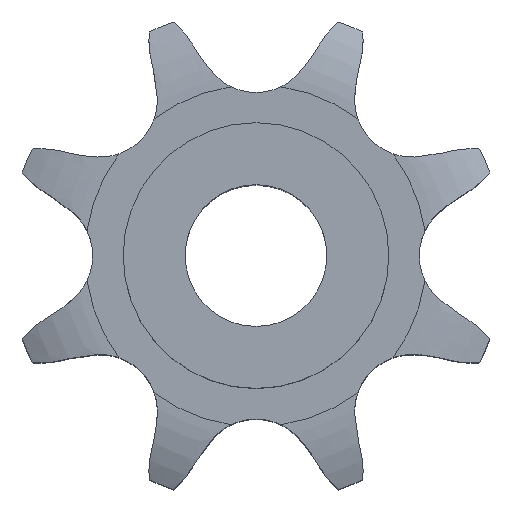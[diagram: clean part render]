
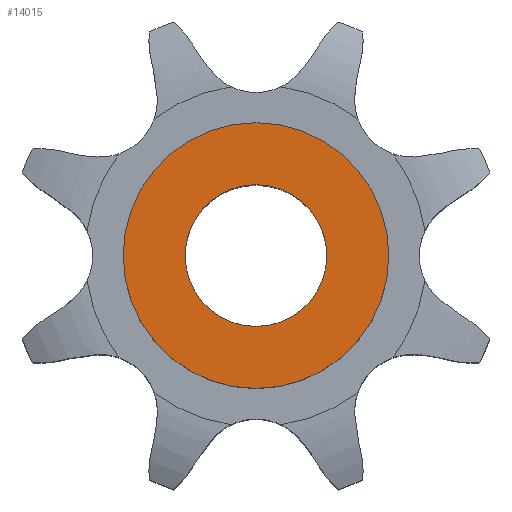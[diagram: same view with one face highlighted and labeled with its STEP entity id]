
A CAD part, top view. The second image highlights one B-rep face of the part: STEP entity #14015.
In plain terms, the highlighted planar face has unit normal (0, 0, 1).
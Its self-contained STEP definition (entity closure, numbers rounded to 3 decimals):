
#7583 = CYLINDRICAL_SURFACE('',#7584,4.);
#7584 = AXIS2_PLACEMENT_3D('',#7585,#7586,#7587);
#7585 = CARTESIAN_POINT('',(0.,0.,45.379));
#7586 = DIRECTION('',(0.,0.,1.));
#7587 = DIRECTION('',(1.,0.,0.));
#9579 = EDGE_CURVE('',#9580,#9580,#9582,.T.);
#9580 = VERTEX_POINT('',#9581);
#9581 = CARTESIAN_POINT('',(4.,0.,22.));
#9582 = SURFACE_CURVE('',#9583,(#9588,#9595),.PCURVE_S1.);
#9583 = CIRCLE('',#9584,4.);
#9584 = AXIS2_PLACEMENT_3D('',#9585,#9586,#9587);
#9585 = CARTESIAN_POINT('',(0.,0.,22.));
#9586 = DIRECTION('',(0.,0.,1.));
#9587 = DIRECTION('',(1.,0.,0.));
#9588 = PCURVE('',#7583,#9589);
#9589 = DEFINITIONAL_REPRESENTATION('',(#9590),#9594);
#9590 = LINE('',#9591,#9592);
#9591 = CARTESIAN_POINT('',(0.,-23.379));
#9592 = VECTOR('',#9593,1.);
#9593 = DIRECTION('',(1.,0.));
#9594 = ( GEOMETRIC_REPRESENTATION_CONTEXT(2) 
PARAMETRIC_REPRESENTATION_CONTEXT() REPRESENTATION_CONTEXT('2D SPACE',''
  ) );
#9595 = PCURVE('',#9596,#9601);
#9596 = PLANE('',#9597);
#9597 = AXIS2_PLACEMENT_3D('',#9598,#9599,#9600);
#9598 = CARTESIAN_POINT('',(0.,0.,22.)
  );
#9599 = DIRECTION('',(0.,0.,1.));
#9600 = DIRECTION('',(1.,0.,0.));
#9601 = DEFINITIONAL_REPRESENTATION('',(#9602),#9606);
#9602 = CIRCLE('',#9603,4.);
#9603 = AXIS2_PLACEMENT_2D('',#9604,#9605);
#9604 = CARTESIAN_POINT('',(0.,0.));
#9605 = DIRECTION('',(1.,0.));
#9606 = ( GEOMETRIC_REPRESENTATION_CONTEXT(2) 
PARAMETRIC_REPRESENTATION_CONTEXT() REPRESENTATION_CONTEXT('2D SPACE',''
  ) );
#14015 = ADVANCED_FACE('',(#14016,#14047),#9596,.T.);
#14016 = FACE_BOUND('',#14017,.T.);
#14017 = EDGE_LOOP('',(#14018));
#14018 = ORIENTED_EDGE('',*,*,#14019,.T.);
#14019 = EDGE_CURVE('',#14020,#14020,#14022,.T.);
#14020 = VERTEX_POINT('',#14021);
#14021 = CARTESIAN_POINT('',(7.5,0.,22.));
#14022 = SURFACE_CURVE('',#14023,(#14028,#14035),.PCURVE_S1.);
#14023 = CIRCLE('',#14024,7.5);
#14024 = AXIS2_PLACEMENT_3D('',#14025,#14026,#14027);
#14025 = CARTESIAN_POINT('',(0.,0.,22.));
#14026 = DIRECTION('',(0.,0.,1.));
#14027 = DIRECTION('',(1.,0.,0.));
#14028 = PCURVE('',#9596,#14029);
#14029 = DEFINITIONAL_REPRESENTATION('',(#14030),#14034);
#14030 = CIRCLE('',#14031,7.5);
#14031 = AXIS2_PLACEMENT_2D('',#14032,#14033);
#14032 = CARTESIAN_POINT('',(0.,0.));
#14033 = DIRECTION('',(1.,0.));
#14034 = ( GEOMETRIC_REPRESENTATION_CONTEXT(2) 
PARAMETRIC_REPRESENTATION_CONTEXT() REPRESENTATION_CONTEXT('2D SPACE',''
  ) );
#14035 = PCURVE('',#14036,#14041);
#14036 = CYLINDRICAL_SURFACE('',#14037,7.5);
#14037 = AXIS2_PLACEMENT_3D('',#14038,#14039,#14040);
#14038 = CARTESIAN_POINT('',(0.,0.,0.));
#14039 = DIRECTION('',(-0.,-0.,-1.));
#14040 = DIRECTION('',(1.,0.,0.));
#14041 = DEFINITIONAL_REPRESENTATION('',(#14042),#14046);
#14042 = LINE('',#14043,#14044);
#14043 = CARTESIAN_POINT('',(-0.,-22.));
#14044 = VECTOR('',#14045,1.);
#14045 = DIRECTION('',(-1.,0.));
#14046 = ( GEOMETRIC_REPRESENTATION_CONTEXT(2) 
PARAMETRIC_REPRESENTATION_CONTEXT() REPRESENTATION_CONTEXT('2D SPACE',''
  ) );
#14047 = FACE_BOUND('',#14048,.T.);
#14048 = EDGE_LOOP('',(#14049));
#14049 = ORIENTED_EDGE('',*,*,#9579,.F.);
